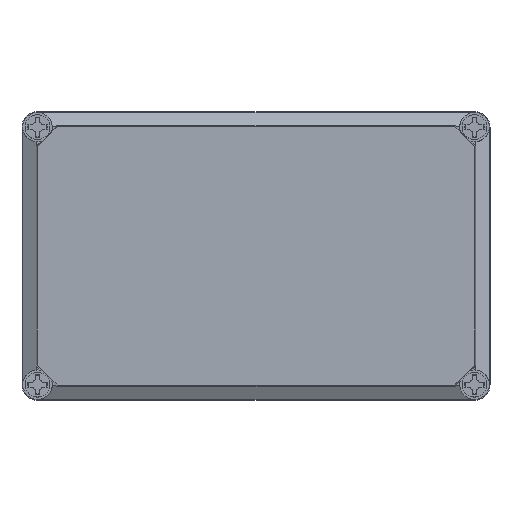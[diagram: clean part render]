
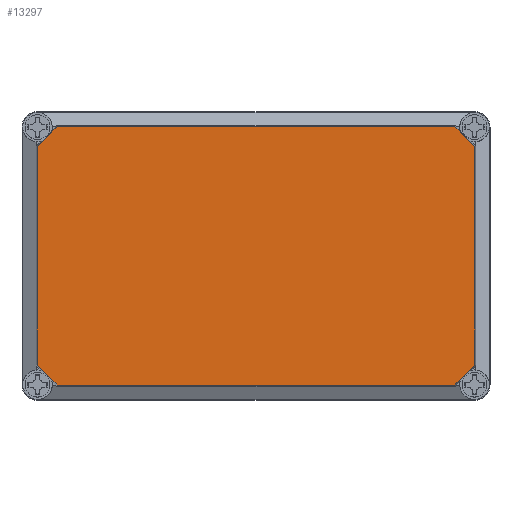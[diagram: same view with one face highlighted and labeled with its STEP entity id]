
A CAD part, top view. The second image highlights one B-rep face of the part: STEP entity #13297.
In plain terms, the highlighted planar face has unit normal (0, 0, 1).
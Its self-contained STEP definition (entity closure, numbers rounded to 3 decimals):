
#13245=AXIS2_PLACEMENT_3D('Plane Axis2P3D',#13242,#13243,#13244) ;
#12376=CARTESIAN_POINT('Vertex',(291.815,22.639,175.)) ;
#12379=CARTESIAN_POINT('Line Origine',(285.388,16.212,175.)) ;
#12383=CARTESIAN_POINT('Vertex',(278.961,9.785,175.)) ;
#13223=CARTESIAN_POINT('Line Origine',(291.815,93.,175.)) ;
#13227=CARTESIAN_POINT('Vertex',(291.815,163.361,175.)) ;
#13242=CARTESIAN_POINT('Axis2P3D Location',(150.8,93.,175.)) ;
#13247=CARTESIAN_POINT('Line Origine',(9.785,93.,175.)) ;
#13251=CARTESIAN_POINT('Vertex',(9.785,163.361,175.)) ;
#13253=CARTESIAN_POINT('Vertex',(9.785,22.639,175.)) ;
#13256=CARTESIAN_POINT('Line Origine',(16.212,16.212,175.)) ;
#13260=CARTESIAN_POINT('Vertex',(22.639,9.785,175.)) ;
#13263=CARTESIAN_POINT('Line Origine',(150.8,9.785,175.)) ;
#13268=CARTESIAN_POINT('Line Origine',(285.388,169.788,175.)) ;
#13272=CARTESIAN_POINT('Vertex',(278.961,176.215,175.)) ;
#13275=CARTESIAN_POINT('Line Origine',(150.8,176.215,175.)) ;
#13279=CARTESIAN_POINT('Vertex',(22.639,176.215,175.)) ;
#13282=CARTESIAN_POINT('Line Origine',(16.212,169.788,175.)) ;
#12380=DIRECTION('Vector Direction',(-0.707,-0.707,0.)) ;
#13224=DIRECTION('Vector Direction',(0.,1.,0.)) ;
#13243=DIRECTION('Axis2P3D Direction',(0.,0.,1.)) ;
#13244=DIRECTION('Axis2P3D XDirection',(1.,0.,0.)) ;
#13248=DIRECTION('Vector Direction',(0.,-1.,0.)) ;
#13257=DIRECTION('Vector Direction',(-0.707,0.707,0.)) ;
#13264=DIRECTION('Vector Direction',(1.,0.,0.)) ;
#13269=DIRECTION('Vector Direction',(0.707,-0.707,0.)) ;
#13276=DIRECTION('Vector Direction',(-1.,0.,0.)) ;
#13283=DIRECTION('Vector Direction',(0.707,0.707,0.)) ;
#12381=VECTOR('Line Direction',#12380,1.) ;
#13225=VECTOR('Line Direction',#13224,1.) ;
#13249=VECTOR('Line Direction',#13248,1.) ;
#13258=VECTOR('Line Direction',#13257,1.) ;
#13265=VECTOR('Line Direction',#13264,1.) ;
#13270=VECTOR('Line Direction',#13269,1.) ;
#13277=VECTOR('Line Direction',#13276,1.) ;
#13284=VECTOR('Line Direction',#13283,1.) ;
#13288=ORIENTED_EDGE('',*,*,#13255,.T.) ;
#13289=ORIENTED_EDGE('',*,*,#13262,.F.) ;
#13290=ORIENTED_EDGE('',*,*,#13267,.T.) ;
#13291=ORIENTED_EDGE('',*,*,#12385,.F.) ;
#13292=ORIENTED_EDGE('',*,*,#13229,.T.) ;
#13293=ORIENTED_EDGE('',*,*,#13274,.F.) ;
#13294=ORIENTED_EDGE('',*,*,#13281,.T.) ;
#13295=ORIENTED_EDGE('',*,*,#13286,.F.) ;
#13297=ADVANCED_FACE('Deckel',(#13296),#13246,.T.) ;
#12385=EDGE_CURVE('',#12377,#12384,#12382,.T.) ;
#13229=EDGE_CURVE('',#12377,#13228,#13226,.T.) ;
#13255=EDGE_CURVE('',#13252,#13254,#13250,.T.) ;
#13262=EDGE_CURVE('',#13261,#13254,#13259,.T.) ;
#13267=EDGE_CURVE('',#13261,#12384,#13266,.T.) ;
#13274=EDGE_CURVE('',#13273,#13228,#13271,.T.) ;
#13281=EDGE_CURVE('',#13273,#13280,#13278,.T.) ;
#13286=EDGE_CURVE('',#13252,#13280,#13285,.T.) ;
#13287=EDGE_LOOP('',(#13288,#13289,#13290,#13291,#13292,#13293,#13294,#13295)) ;
#13296=FACE_OUTER_BOUND('',#13287,.T.) ;
#12382=LINE('Line',#12379,#12381) ;
#13226=LINE('Line',#13223,#13225) ;
#13250=LINE('Line',#13247,#13249) ;
#13259=LINE('Line',#13256,#13258) ;
#13266=LINE('Line',#13263,#13265) ;
#13271=LINE('Line',#13268,#13270) ;
#13278=LINE('Line',#13275,#13277) ;
#13285=LINE('Line',#13282,#13284) ;
#13246=PLANE('',#13245) ;
#12377=VERTEX_POINT('',#12376) ;
#12384=VERTEX_POINT('',#12383) ;
#13228=VERTEX_POINT('',#13227) ;
#13252=VERTEX_POINT('',#13251) ;
#13254=VERTEX_POINT('',#13253) ;
#13261=VERTEX_POINT('',#13260) ;
#13273=VERTEX_POINT('',#13272) ;
#13280=VERTEX_POINT('',#13279) ;
